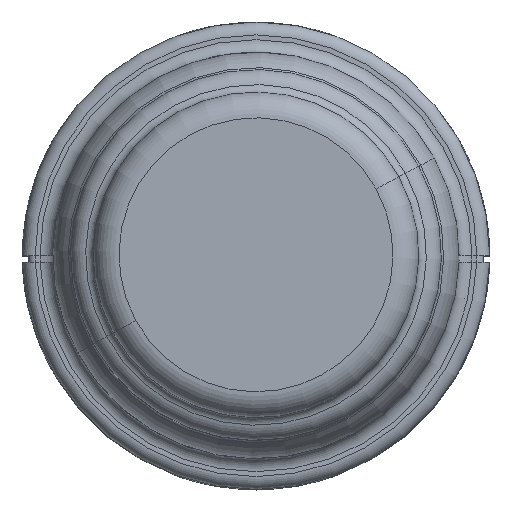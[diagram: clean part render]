
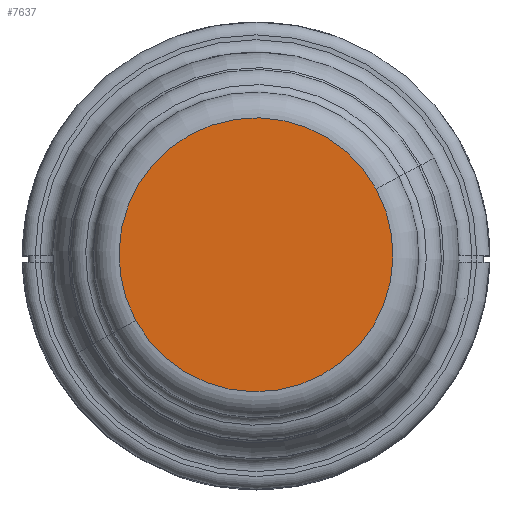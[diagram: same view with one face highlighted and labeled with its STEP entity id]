
A CAD part, top view. The second image highlights one B-rep face of the part: STEP entity #7637.
In plain terms, the highlighted planar face has unit normal (0, 0, 1).
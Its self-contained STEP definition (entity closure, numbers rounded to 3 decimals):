
#7614=CARTESIAN_POINT('Axis2P3D Location',(-42.5,0.,216.5)) ;
#7619=CARTESIAN_POINT('Axis2P3D Location',(0.,0.,216.5)) ;
#7623=CARTESIAN_POINT('Vertex',(37.297,20.376,216.5)) ;
#7625=CARTESIAN_POINT('Vertex',(-37.297,-20.376,216.5)) ;
#7628=CARTESIAN_POINT('Axis2P3D Location',(0.,0.,216.5)) ;
#7615=DIRECTION('Axis2P3D Direction',(0.,0.,1.)) ;
#7616=DIRECTION('Axis2P3D XDirection',(1.,0.,0.)) ;
#7620=DIRECTION('Axis2P3D Direction',(0.,0.,1.)) ;
#7629=DIRECTION('Axis2P3D Direction',(0.,0.,1.)) ;
#7617=AXIS2_PLACEMENT_3D('Plane Axis2P3D',#7614,#7615,#7616) ;
#7621=AXIS2_PLACEMENT_3D('Circle Axis2P3D',#7619,#7620,$) ;
#7630=AXIS2_PLACEMENT_3D('Circle Axis2P3D',#7628,#7629,$) ;
#7622=CIRCLE('generated circle',#7621,42.5) ;
#7631=CIRCLE('generated circle',#7630,42.5) ;
#7618=PLANE('',#7617) ;
#7627=EDGE_CURVE('',#7624,#7626,#7622,.T.) ;
#7632=EDGE_CURVE('',#7626,#7624,#7631,.T.) ;
#7634=ORIENTED_EDGE('',*,*,#7627,.T.) ;
#7635=ORIENTED_EDGE('',*,*,#7632,.T.) ;
#7633=EDGE_LOOP('',(#7634,#7635)) ;
#7624=VERTEX_POINT('',#7623) ;
#7626=VERTEX_POINT('',#7625) ;
#7637=ADVANCED_FACE('PartBody',(#7636),#7618,.T.) ;
#7636=FACE_OUTER_BOUND('',#7633,.T.) ;
